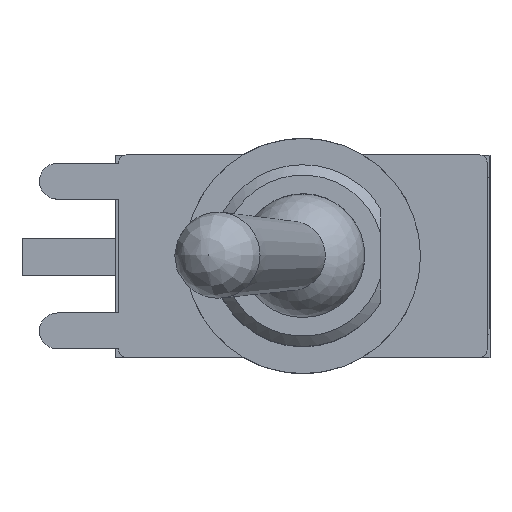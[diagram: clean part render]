
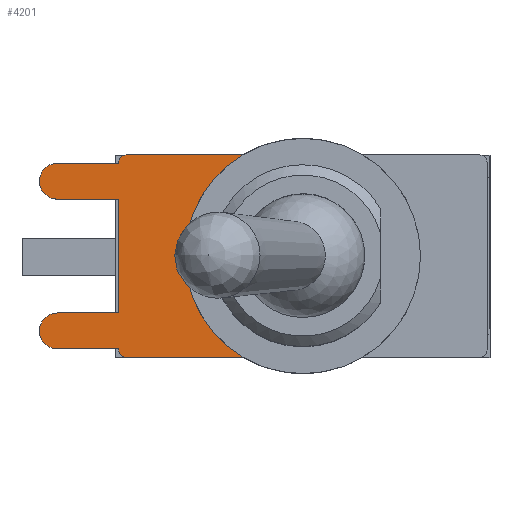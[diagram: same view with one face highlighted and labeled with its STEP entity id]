
A CAD part, top view. The second image highlights one B-rep face of the part: STEP entity #4201.
In plain terms, the highlighted planar face has unit normal (0, 0, 1).
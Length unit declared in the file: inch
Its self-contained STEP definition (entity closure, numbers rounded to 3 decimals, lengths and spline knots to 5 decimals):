
#213=CIRCLE('',#4541,0.15709);
#222=CIRCLE('',#4561,0.02402);
#224=CIRCLE('',#4567,0.02402);
#228=CIRCLE('',#4578,0.00984);
#230=CIRCLE('',#4582,0.00984);
#473=FACE_OUTER_BOUND('',#723,.T.);
#723=EDGE_LOOP('',(#3736,#3737,#3738,#3739,#3740,#3741,#3742,#3743,#3744,
#3745,#3746,#3747,#3748,#3749));
#1151=LINE('',#6930,#1603);
#1155=LINE('',#6938,#1607);
#1159=LINE('',#6950,#1611);
#1162=LINE('',#6956,#1614);
#1165=LINE('',#6962,#1617);
#1169=LINE('',#6974,#1621);
#1172=LINE('',#6980,#1624);
#1181=LINE('',#7001,#1633);
#1184=LINE('',#7010,#1636);
#1603=VECTOR('',#5671,0.3937);
#1607=VECTOR('',#5677,0.3937);
#1611=VECTOR('',#5689,0.3937);
#1614=VECTOR('',#5694,0.3937);
#1617=VECTOR('',#5699,0.3937);
#1621=VECTOR('',#5711,0.3937);
#1624=VECTOR('',#5716,0.3937);
#1633=VECTOR('',#5737,0.3937);
#1636=VECTOR('',#5748,0.3937);
#1950=VERTEX_POINT('',#6868);
#1955=VERTEX_POINT('',#6880);
#1969=VERTEX_POINT('',#6926);
#1971=VERTEX_POINT('',#6929);
#1974=VERTEX_POINT('',#6937);
#1976=VERTEX_POINT('',#6943);
#1978=VERTEX_POINT('',#6949);
#1980=VERTEX_POINT('',#6955);
#1982=VERTEX_POINT('',#6961);
#1984=VERTEX_POINT('',#6967);
#1986=VERTEX_POINT('',#6973);
#1987=VERTEX_POINT('',#6977);
#1994=VERTEX_POINT('',#6998);
#1996=VERTEX_POINT('',#7007);
#2520=EDGE_CURVE('',#1950,#1955,#213,.T.);
#2540=EDGE_CURVE('',#1969,#1971,#1151,.T.);
#2544=EDGE_CURVE('',#1971,#1974,#1155,.T.);
#2547=EDGE_CURVE('',#1974,#1976,#222,.T.);
#2550=EDGE_CURVE('',#1976,#1978,#1159,.T.);
#2553=EDGE_CURVE('',#1978,#1980,#1162,.T.);
#2556=EDGE_CURVE('',#1980,#1982,#1165,.T.);
#2559=EDGE_CURVE('',#1982,#1984,#224,.T.);
#2562=EDGE_CURVE('',#1984,#1986,#1169,.T.);
#2565=EDGE_CURVE('',#1987,#1955,#1172,.T.);
#2576=EDGE_CURVE('',#1986,#1994,#1181,.T.);
#2578=EDGE_CURVE('',#1994,#1987,#228,.T.);
#2581=EDGE_CURVE('',#1950,#1996,#1184,.T.);
#2583=EDGE_CURVE('',#1996,#1969,#230,.T.);
#3736=ORIENTED_EDGE('',*,*,#2520,.T.);
#3737=ORIENTED_EDGE('',*,*,#2565,.F.);
#3738=ORIENTED_EDGE('',*,*,#2578,.F.);
#3739=ORIENTED_EDGE('',*,*,#2576,.F.);
#3740=ORIENTED_EDGE('',*,*,#2562,.F.);
#3741=ORIENTED_EDGE('',*,*,#2559,.F.);
#3742=ORIENTED_EDGE('',*,*,#2556,.F.);
#3743=ORIENTED_EDGE('',*,*,#2553,.F.);
#3744=ORIENTED_EDGE('',*,*,#2550,.F.);
#3745=ORIENTED_EDGE('',*,*,#2547,.F.);
#3746=ORIENTED_EDGE('',*,*,#2544,.F.);
#3747=ORIENTED_EDGE('',*,*,#2540,.F.);
#3748=ORIENTED_EDGE('',*,*,#2583,.F.);
#3749=ORIENTED_EDGE('',*,*,#2581,.F.);
#3968=PLANE('',#4584);
#4201=ADVANCED_FACE('',(#473),#3968,.F.);
#4541=AXIS2_PLACEMENT_3D('',#6882,#5628,#5629);
#4561=AXIS2_PLACEMENT_3D('',#6944,#5683,#5684);
#4567=AXIS2_PLACEMENT_3D('',#6968,#5705,#5706);
#4578=AXIS2_PLACEMENT_3D('',#7004,#5742,#5743);
#4582=AXIS2_PLACEMENT_3D('',#7013,#5753,#5754);
#4584=AXIS2_PLACEMENT_3D('',#7015,#5757,#5758);
#5628=DIRECTION('center_axis',(0.,0.,
-1.));
#5629=DIRECTION('ref_axis',(-1.,0.,0.));
#5671=DIRECTION('',(0.,1.,0.));
#5677=DIRECTION('',(-1.,0.,0.));
#5683=DIRECTION('center_axis',(0.,0.,
-1.));
#5684=DIRECTION('ref_axis',(0.,-1.,0.));
#5689=DIRECTION('',(1.,0.,0.));
#5694=DIRECTION('',(0.,1.,0.));
#5699=DIRECTION('',(-1.,0.,0.));
#5705=DIRECTION('center_axis',(0.,0.,
-1.));
#5706=DIRECTION('ref_axis',(0.,-1.,0.));
#5711=DIRECTION('',(1.,0.,0.));
#5716=DIRECTION('',(1.,0.,0.));
#5737=DIRECTION('',(0.,1.,0.));
#5742=DIRECTION('center_axis',(0.,0.,
-1.));
#5743=DIRECTION('ref_axis',(-0.707,0.707,0.));
#5748=DIRECTION('',(-1.,0.,0.));
#5753=DIRECTION('center_axis',(0.,0.,
-1.));
#5754=DIRECTION('ref_axis',(-0.707,-0.707,0.));
#5757=DIRECTION('center_axis',(0.,0.,
-1.));
#5758=DIRECTION('ref_axis',(-1.,0.,0.));
#6868=CARTESIAN_POINT('',(-0.08025,-0.13504,0.38976));
#6880=CARTESIAN_POINT('',(-0.08025,0.13504,0.38976));
#6882=CARTESIAN_POINT('Origin',(0.,0.,
0.38976));
#6926=CARTESIAN_POINT('',(-0.24606,-0.1252,0.38976));
#6929=CARTESIAN_POINT('',(-0.24606,-0.12402,0.38976));
#6930=CARTESIAN_POINT('',(-0.24606,-0.13504,0.38976));
#6937=CARTESIAN_POINT('',(-0.32795,-0.12402,0.38976));
#6938=CARTESIAN_POINT('',(-0.24606,-0.12402,0.38976));
#6943=CARTESIAN_POINT('',(-0.32795,-0.07598,0.38976));
#6944=CARTESIAN_POINT('Origin',(-0.32795,-0.1,0.38976));
#6949=CARTESIAN_POINT('',(-0.24606,-0.07598,0.38976));
#6950=CARTESIAN_POINT('',(-0.32795,-0.07598,0.38976));
#6955=CARTESIAN_POINT('',(-0.24606,0.07598,0.38976));
#6956=CARTESIAN_POINT('',(-0.24606,-0.07598,0.38976));
#6961=CARTESIAN_POINT('',(-0.32795,0.07598,0.38976));
#6962=CARTESIAN_POINT('',(-0.24606,0.07598,0.38976));
#6967=CARTESIAN_POINT('',(-0.32795,0.12402,0.38976));
#6968=CARTESIAN_POINT('Origin',(-0.32795,0.1,0.38976));
#6973=CARTESIAN_POINT('',(-0.24606,0.12402,0.38976));
#6974=CARTESIAN_POINT('',(-0.32795,0.12402,0.38976));
#6977=CARTESIAN_POINT('',(-0.23622,0.13504,0.38976));
#6980=CARTESIAN_POINT('',(-0.24606,0.13504,0.38976));
#6998=CARTESIAN_POINT('',(-0.24606,0.1252,0.38976));
#7001=CARTESIAN_POINT('',(-0.24606,0.12402,0.38976));
#7004=CARTESIAN_POINT('Origin',(-0.23622,0.1252,0.38976));
#7007=CARTESIAN_POINT('',(-0.23622,-0.13504,0.38976));
#7010=CARTESIAN_POINT('',(0.24606,-0.13504,0.38976));
#7013=CARTESIAN_POINT('Origin',(-0.23622,-0.1252,0.38976));
#7015=CARTESIAN_POINT('Origin',(-0.06395,0.,
0.38976));
